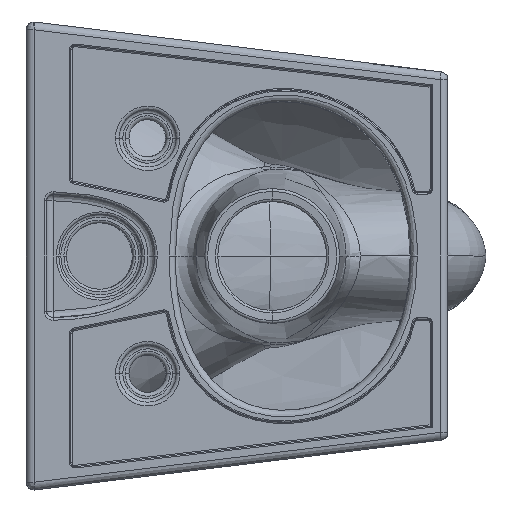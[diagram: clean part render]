
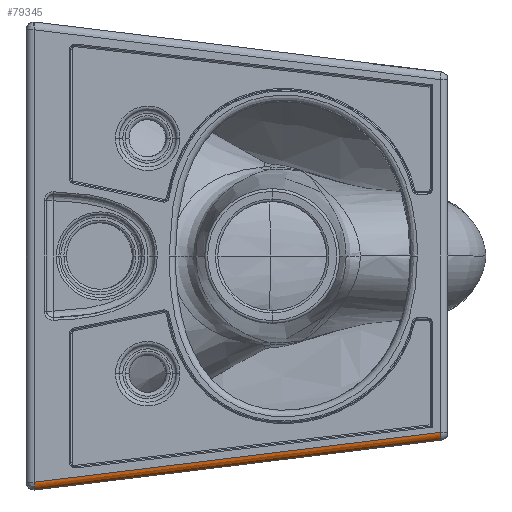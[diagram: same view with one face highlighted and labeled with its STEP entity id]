
A CAD part, left-side view. The second image highlights one B-rep face of the part: STEP entity #79345.
In plain terms, the highlighted free-form (B-spline) face has degree [3, 2] with [4, 3] control points.
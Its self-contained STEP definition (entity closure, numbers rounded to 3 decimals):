
#1546 = EDGE_CURVE ( 'NONE', #25575, #98960, #79496, .T. ) ;
#2108 = CARTESIAN_POINT ( 'NONE',  ( 9.094, 319., -207.219 ) ) ;
#3792 = CARTESIAN_POINT ( 'NONE',  ( 12.085, 128.958, -189.948 ) ) ;
#4120 = CARTESIAN_POINT ( 'NONE',  ( 9.095, 318.27, -213.174 ) ) ;
#4503 = CARTESIAN_POINT ( 'NONE',  ( 13.662, 29.497, -177.738 ) ) ;
#4668 = EDGE_CURVE ( 'NONE', #98960, #119174, #82362, .T. ) ;
#4960 = AXIS2_PLACEMENT_3D ( 'NONE', #2108, #99245, #44146 ) ;
#5821 = CARTESIAN_POINT ( 'NONE',  ( 10.729, 214.602, -200.459 ) ) ;
#8293 = ORIENTED_EDGE ( 'NONE', *, *, #4668, .T. ) ;
#11462 = CARTESIAN_POINT ( 'NONE',  ( 13.938, 7.269, -175.009 ) ) ;
#11871 = ORIENTED_EDGE ( 'NONE', *, *, #81710, .T. ) ;
#12143 = CARTESIAN_POINT ( 'NONE',  ( 14.016, 7.27, -175.009 ) ) ;
#16808 = CARTESIAN_POINT ( 'NONE',  ( 10.915, 202.877, -199.019 ) ) ;
#17413 = CARTESIAN_POINT ( 'NONE',  ( 3.095, 318.907, -207.219 ) ) ;
#19452 = CARTESIAN_POINT ( 'NONE',  ( 13.295, 52.616, -180.577 ) ) ;
#20197 = CARTESIAN_POINT ( 'NONE',  ( 13.964, 7.269, -175.009 ) ) ;
#21633 = CARTESIAN_POINT ( 'NONE',  ( 14.016, 7.27, -175.009 ) ) ;
#21682 = EDGE_CURVE ( 'NONE', #25575, #54108, #127157, .T. ) ;
#23646 = ORIENTED_EDGE ( 'NONE', *, *, #1546, .T. ) ;
#24897 = CARTESIAN_POINT ( 'NONE',  ( 4.709, 215.239, -194.504 ) ) ;
#25575 = VERTEX_POINT ( 'NONE', #42641 ) ;
#26130 = CARTESIAN_POINT ( 'NONE',  ( 14.016, 7.27, -175.009 ) ) ;
#26250 = CARTESIAN_POINT ( 'NONE',  ( 12.433, 106.974, -187.25 ) ) ;
#39143 = CARTESIAN_POINT ( 'NONE',  ( 7.95, 7.167, -175.075 ) ) ;
#42641 = CARTESIAN_POINT ( 'NONE',  ( 13.938, 7.269, -175.009 ) ) ;
#44146 = DIRECTION ( 'NONE',  ( 0., -0.122, -0.993 ) ) ;
#47978 = CARTESIAN_POINT ( 'NONE',  ( 11.833, 144.901, -191.904 ) ) ;
#48692 = CARTESIAN_POINT ( 'NONE',  ( 11.782, 148.111, -192.298 ) ) ;
#54108 = VERTEX_POINT ( 'NONE', #12143 ) ;
#56101 = EDGE_LOOP ( 'NONE', ( #11871, #136501, #112613, #23646, #8293 ) ) ;
#57519 = CARTESIAN_POINT ( 'NONE',  ( 7.938, 7.907, -169.054 ) ) ;
#58749 = CARTESIAN_POINT ( 'NONE',  ( 12.367, 110.935, -187.739 ) ) ;
#60999 = CARTESIAN_POINT ( 'NONE',  ( 9.095, 318.27, -213.174 ) ) ;
#63649 = CARTESIAN_POINT ( 'NONE',  ( 10.037, 258.523, -205.846 ) ) ;
#68933 = CARTESIAN_POINT ( 'NONE',  ( 13.938, 7.269, -175.009 ) ) ;
#69621 = CARTESIAN_POINT ( 'NONE',  ( 3.106, 318.178, -213.164 ) ) ;
#69816 = CIRCLE ( 'NONE', #4960, 6. ) ;
#70337 = CARTESIAN_POINT ( 'NONE',  ( 7.938, 7.907, -169.054 ) ) ;
#72480 = CARTESIAN_POINT ( 'NONE',  ( 6.324, 111.572, -181.784 ) ) ;
#79089 = CARTESIAN_POINT ( 'NONE',  ( 7.95, 7.177, -174.998 ) ) ;
#79345 = ADVANCED_FACE ( 'NONE', ( #137719 ), #131544, .T. ) ;
#79496 =( BOUNDED_CURVE ( )  B_SPLINE_CURVE ( 2, ( #68933, #79089, #90688 ),
 .UNSPECIFIED., .F., .F. ) 
 B_SPLINE_CURVE_WITH_KNOTS ( ( 3, 3 ),
 ( 0., 1. ),
 .UNSPECIFIED. ) 
 CURVE ( )  GEOMETRIC_REPRESENTATION_ITEM ( )  RATIONAL_B_SPLINE_CURVE ( ( 0.995, 0.706, 1. ) ) 
 REPRESENTATION_ITEM ( '' )  );
#81710 = EDGE_CURVE ( 'NONE', #119174, #124915, #69816, .T. ) ;
#82362 = B_SPLINE_CURVE_WITH_KNOTS ( 'NONE', 3,
 ( #57519, #88717, #24897, #122751 ),
 .UNSPECIFIED., .F., .F.,
 ( 4, 4 ),
 ( 0., 1. ),
 .UNSPECIFIED. ) ;
#88717 = CARTESIAN_POINT ( 'NONE',  ( 6.324, 111.572, -181.784 ) ) ;
#90688 = CARTESIAN_POINT ( 'NONE',  ( 7.938, 7.907, -169.054 ) ) ;
#92088 = CARTESIAN_POINT ( 'NONE',  ( 9.095, 318.27, -213.174 ) ) ;
#98960 = VERTEX_POINT ( 'NONE', #101992 ) ;
#99245 = DIRECTION ( 'NONE',  ( 0.015, -0.992, 0.122 ) ) ;
#101992 = CARTESIAN_POINT ( 'NONE',  ( 7.938, 7.907, -169.054 ) ) ;
#104500 = CARTESIAN_POINT ( 'NONE',  ( 11.909, 140.096, -191.315 ) ) ;
#108603 = CARTESIAN_POINT ( 'NONE',  ( 13.99, 7.269, -175.009 ) ) ;
#112613 = ORIENTED_EDGE ( 'NONE', *, *, #21682, .F. ) ;
#115365 = CARTESIAN_POINT ( 'NONE',  ( 12.724, 88.632, -184.998 ) ) ;
#115633 = CARTESIAN_POINT ( 'NONE',  ( 3.095, 318.907, -207.219 ) ) ;
#115963 = CARTESIAN_POINT ( 'NONE',  ( 4.723, 214.341, -200.448 ) ) ;
#119174 = VERTEX_POINT ( 'NONE', #115633 ) ;
#122751 = CARTESIAN_POINT ( 'NONE',  ( 3.095, 318.907, -207.219 ) ) ;
#123219 = B_SPLINE_CURVE_WITH_KNOTS ( 'NONE', 3,
 ( #125531, #4503, #19452, #115365, #26250, #3792, #104500, #47978, #48692, #137836, #16808, #63649, #60999 ),
 .UNSPECIFIED., .F., .F.,
 ( 4, 2, 1, 1, 1, 2, 2, 4 ),
 ( 0., 0.25, 0.375, 0.437, 0.469, 0.484, 0.5, 1. ),
 .UNSPECIFIED. ) ;
#124915 = VERTEX_POINT ( 'NONE', #4120 ) ;
#125413 = CARTESIAN_POINT ( 'NONE',  ( 6.34, 110.541, -187.735 ) ) ;
#125531 = CARTESIAN_POINT ( 'NONE',  ( 14.016, 7.27, -175.009 ) ) ;
#127157 = B_SPLINE_CURVE_WITH_KNOTS ( 'NONE', 3,
 ( #11462, #20197, #108603, #21633 ),
 .UNSPECIFIED., .F., .F.,
 ( 4, 4 ),
 ( 0., 1. ),
 .UNSPECIFIED. ) ;
#130512 = EDGE_CURVE ( 'NONE', #54108, #124915, #123219, .T. ) ;
#131544 =( BOUNDED_SURFACE ( )  B_SPLINE_SURFACE ( 3, 2, ( 
 ( #92088, #69621, #17413 ),
 ( #5821, #115963, #138429 ),
 ( #58749, #125413, #72480 ),
 ( #26130, #39143, #70337 ) ),
 .UNSPECIFIED., .F., .F., .T. ) 
 B_SPLINE_SURFACE_WITH_KNOTS ( ( 4, 4 ),
 ( 3, 3 ),
 ( 0.024, 0.337 ),
 ( 0., 1. ),
 .UNSPECIFIED. ) 
 GEOMETRIC_REPRESENTATION_ITEM ( )  RATIONAL_B_SPLINE_SURFACE ( (
 ( 1., 0.708, 1.),
 ( 1., 0.707, 1.),
 ( 1., 0.705, 1.),
 ( 1., 0.703, 1.) ) ) 
 REPRESENTATION_ITEM ( '' )  SURFACE ( )  );
#136501 = ORIENTED_EDGE ( 'NONE', *, *, #130512, .F. ) ;
#137719 = FACE_OUTER_BOUND ( 'NONE', #56101, .T. ) ;
#137836 = CARTESIAN_POINT ( 'NONE',  ( 11.756, 149.721, -192.496 ) ) ;
#138429 = CARTESIAN_POINT ( 'NONE',  ( 4.709, 215.239, -194.504 ) ) ;
